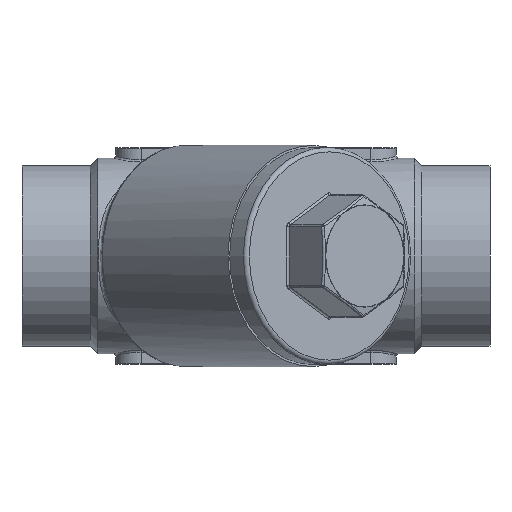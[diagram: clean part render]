
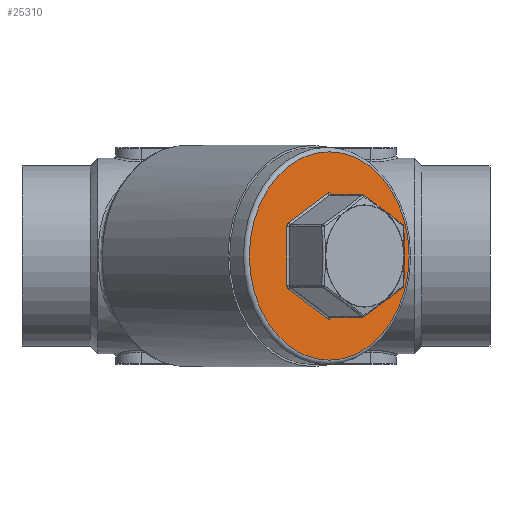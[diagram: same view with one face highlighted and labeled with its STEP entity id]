
A CAD part, front view. The second image highlights one B-rep face of the part: STEP entity #25310.
In plain terms, the highlighted planar face has unit normal (0.643, -0.766, 0).
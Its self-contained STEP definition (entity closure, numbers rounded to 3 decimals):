
#50 = CARTESIAN_POINT ( 'NONE',  ( 81.786, -38.694, 7.794 ) ) ;
#186 = VECTOR ( 'NONE', #7295, 1000. ) ;
#239 = DIRECTION ( 'NONE',  ( 0.766, 0.643, 0. ) ) ;
#566 = CARTESIAN_POINT ( 'NONE',  ( 72.593, -46.407, -14.722 ) ) ;
#1416 = DIRECTION ( 'NONE',  ( 0.766, 0.643, 0. ) ) ;
#1430 = VERTEX_POINT ( 'NONE', #7005 ) ;
#1466 = DIRECTION ( 'NONE',  ( 0.766, 0.643, 0. ) ) ;
#1948 = CARTESIAN_POINT ( 'NONE',  ( 81.403, -39.015, 6.928 ) ) ;
#2155 = CARTESIAN_POINT ( 'NONE',  ( 71.827, -47.05, 14.722 ) ) ;
#2212 = EDGE_CURVE ( 'NONE', #17239, #17324, #20498, .T. ) ;
#2612 = EDGE_CURVE ( 'NONE', #16869, #15422, #28007, .T. ) ;
#2927 = CIRCLE ( 'NONE', #10762, 1. ) ;
#3058 = CARTESIAN_POINT ( 'NONE',  ( 77.189, -42.551, -11.258 ) ) ;
#3343 = CIRCLE ( 'NONE', #18428, 24.5 ) ;
#3351 = DIRECTION ( 'NONE',  ( 0., 0., 1. ) ) ;
#3550 = DIRECTION ( 'NONE',  ( 0.766, 0.643, 0. ) ) ;
#3692 = EDGE_CURVE ( 'NONE', #10714, #19967, #23788, .T. ) ;
#4236 = LINE ( 'NONE', #10986, #6097 ) ;
#4425 = ORIENTED_EDGE ( 'NONE', *, *, #18218, .F. ) ;
#4497 = ORIENTED_EDGE ( 'NONE', *, *, #26300, .T. ) ;
#4786 = DIRECTION ( 'NONE',  ( 0.643, -0.766, 0. ) ) ;
#4874 = ORIENTED_EDGE ( 'NONE', *, *, #7709, .F. ) ;
#4912 = CIRCLE ( 'NONE', #17698, 1. ) ;
#4934 = CARTESIAN_POINT ( 'NONE',  ( 82.169, -38.372, -6.928 ) ) ;
#4955 = ORIENTED_EDGE ( 'NONE', *, *, #16764, .F. ) ;
#5416 = LINE ( 'NONE', #22843, #186 ) ;
#5692 = DIRECTION ( 'NONE',  ( 0.643, -0.766, 0. ) ) ;
#6097 = VECTOR ( 'NONE', #19664, 1000. ) ;
#6191 = VECTOR ( 'NONE', #11531, 1000. ) ;
#6301 = CARTESIAN_POINT ( 'NONE',  ( 62.251, -55.085, 6.928 ) ) ;
#7005 = CARTESIAN_POINT ( 'NONE',  ( 62.634, -54.764, 7.794 ) ) ;
#7116 = EDGE_LOOP ( 'NONE', ( #4874, #27954, #4425, #10023, #22879, #12342, #4955, #7251, #14700, #4497, #28139, #20714 ) ) ;
#7247 = VERTEX_POINT ( 'NONE', #26764 ) ;
#7251 = ORIENTED_EDGE ( 'NONE', *, *, #11745, .T. ) ;
#7287 = EDGE_LOOP ( 'NONE', ( #20819 ) ) ;
#7295 = DIRECTION ( 'NONE',  ( 0.663, 0.557, 0.5 ) ) ;
#7517 = DIRECTION ( 'NONE',  ( 0.643, -0.766, 0. ) ) ;
#7709 = EDGE_CURVE ( 'NONE', #10714, #17864, #21837, .T. ) ;
#7710 = DIRECTION ( 'NONE',  ( 0., 0., -1. ) ) ;
#8191 = FACE_OUTER_BOUND ( 'NONE', #7287, .T. ) ;
#8288 = CARTESIAN_POINT ( 'NONE',  ( 62.634, -54.764, -7.794 ) ) ;
#8483 = CARTESIAN_POINT ( 'NONE',  ( 72.21, -46.729, 0. ) ) ;
#8627 = DIRECTION ( 'NONE',  ( 0.643, -0.766, 0. ) ) ;
#8824 = DIRECTION ( 'NONE',  ( 0.766, 0.643, 0. ) ) ;
#9173 = VECTOR ( 'NONE', #24984, 1000. ) ;
#9570 = AXIS2_PLACEMENT_3D ( 'NONE', #1948, #4786, #8824 ) ;
#10023 = ORIENTED_EDGE ( 'NONE', *, *, #2212, .T. ) ;
#10035 = DIRECTION ( 'NONE',  ( 0.643, -0.766, 0. ) ) ;
#10353 = DIRECTION ( 'NONE',  ( 0.766, 0.643, 0. ) ) ;
#10714 = VERTEX_POINT ( 'NONE', #19728 ) ;
#10762 = AXIS2_PLACEMENT_3D ( 'NONE', #25199, #7517, #22497 ) ;
#10986 = CARTESIAN_POINT ( 'NONE',  ( 67.231, -50.907, -11.258 ) ) ;
#11246 = EDGE_CURVE ( 'NONE', #16869, #17864, #18462, .T. ) ;
#11531 = DIRECTION ( 'NONE',  ( -0.663, -0.557, -0.5 ) ) ;
#11745 = EDGE_CURVE ( 'NONE', #21942, #27821, #18536, .T. ) ;
#12342 = ORIENTED_EDGE ( 'NONE', *, *, #26789, .T. ) ;
#12455 = VERTEX_POINT ( 'NONE', #8288 ) ;
#13274 = DIRECTION ( 'NONE',  ( 0.766, 0.643, 0. ) ) ;
#13883 = EDGE_CURVE ( 'NONE', #1430, #27821, #4912, .T. ) ;
#14308 = CARTESIAN_POINT ( 'NONE',  ( 63.018, -54.442, -6.928 ) ) ;
#14313 = CIRCLE ( 'NONE', #22468, 1. ) ;
#14700 = ORIENTED_EDGE ( 'NONE', *, *, #13883, .F. ) ;
#15044 = DIRECTION ( 'NONE',  ( 0.643, -0.766, 0. ) ) ;
#15422 = VERTEX_POINT ( 'NONE', #2155 ) ;
#16311 = CARTESIAN_POINT ( 'NONE',  ( 77.189, -42.551, 11.258 ) ) ;
#16548 = CARTESIAN_POINT ( 'NONE',  ( 62.251, -55.085, -6.928 ) ) ;
#16764 = EDGE_CURVE ( 'NONE', #21942, #12455, #17059, .T. ) ;
#16869 = VERTEX_POINT ( 'NONE', #24242 ) ;
#17059 = CIRCLE ( 'NONE', #20692, 1. ) ;
#17239 = VERTEX_POINT ( 'NONE', #24140 ) ;
#17324 = VERTEX_POINT ( 'NONE', #566 ) ;
#17671 = CARTESIAN_POINT ( 'NONE',  ( 72.21, -46.729, 0. ) ) ;
#17681 = CARTESIAN_POINT ( 'NONE',  ( 72.21, -46.729, 13.856 ) ) ;
#17698 = AXIS2_PLACEMENT_3D ( 'NONE', #22677, #10035, #3550 ) ;
#17864 = VERTEX_POINT ( 'NONE', #50 ) ;
#18011 = CARTESIAN_POINT ( 'NONE',  ( 71.827, -47.05, -14.722 ) ) ;
#18218 = EDGE_CURVE ( 'NONE', #17239, #19967, #2927, .T. ) ;
#18428 = AXIS2_PLACEMENT_3D ( 'NONE', #17671, #26325, #239 ) ;
#18462 = LINE ( 'NONE', #16311, #9173 ) ;
#18536 = LINE ( 'NONE', #25335, #18767 ) ;
#18767 = VECTOR ( 'NONE', #3351, 1000. ) ;
#19176 = CARTESIAN_POINT ( 'NONE',  ( 72.21, -46.729, -13.856 ) ) ;
#19664 = DIRECTION ( 'NONE',  ( -0.663, -0.557, 0.5 ) ) ;
#19671 = DIRECTION ( 'NONE',  ( 0.643, -0.766, 0. ) ) ;
#19728 = CARTESIAN_POINT ( 'NONE',  ( 82.169, -38.372, 6.928 ) ) ;
#19967 = VERTEX_POINT ( 'NONE', #4934 ) ;
#20498 = LINE ( 'NONE', #3058, #6191 ) ;
#20692 = AXIS2_PLACEMENT_3D ( 'NONE', #14308, #5692, #1416 ) ;
#20714 = ORIENTED_EDGE ( 'NONE', *, *, #11246, .T. ) ;
#20819 = ORIENTED_EDGE ( 'NONE', *, *, #26754, .T. ) ;
#21063 = VERTEX_POINT ( 'NONE', #18011 ) ;
#21158 = PLANE ( 'NONE',  #25195 ) ;
#21428 = FACE_BOUND ( 'NONE', #7116, .T. ) ;
#21632 = CARTESIAN_POINT ( 'NONE',  ( 82.169, -38.372, 0. ) ) ;
#21837 = CIRCLE ( 'NONE', #9570, 1. ) ;
#21942 = VERTEX_POINT ( 'NONE', #16548 ) ;
#22468 = AXIS2_PLACEMENT_3D ( 'NONE', #19176, #15044, #1466 ) ;
#22497 = DIRECTION ( 'NONE',  ( 0.766, 0.643, 0. ) ) ;
#22677 = CARTESIAN_POINT ( 'NONE',  ( 63.018, -54.442, 6.928 ) ) ;
#22843 = CARTESIAN_POINT ( 'NONE',  ( 67.231, -50.907, 11.258 ) ) ;
#22879 = ORIENTED_EDGE ( 'NONE', *, *, #25368, .F. ) ;
#23788 = LINE ( 'NONE', #21632, #28116 ) ;
#23966 = AXIS2_PLACEMENT_3D ( 'NONE', #17681, #19671, #13274 ) ;
#24140 = CARTESIAN_POINT ( 'NONE',  ( 81.786, -38.694, -7.794 ) ) ;
#24242 = CARTESIAN_POINT ( 'NONE',  ( 72.593, -46.407, 14.722 ) ) ;
#24984 = DIRECTION ( 'NONE',  ( 0.663, 0.557, -0.5 ) ) ;
#25195 = AXIS2_PLACEMENT_3D ( 'NONE', #8483, #8627, #10353 ) ;
#25199 = CARTESIAN_POINT ( 'NONE',  ( 81.403, -39.015, -6.928 ) ) ;
#25310 = ADVANCED_FACE ( 'NONE', ( #21428, #8191 ), #21158, .T. ) ;
#25335 = CARTESIAN_POINT ( 'NONE',  ( 62.251, -55.085, 0. ) ) ;
#25368 = EDGE_CURVE ( 'NONE', #21063, #17324, #14313, .T. ) ;
#26300 = EDGE_CURVE ( 'NONE', #1430, #15422, #5416, .T. ) ;
#26325 = DIRECTION ( 'NONE',  ( 0.643, -0.766, 0. ) ) ;
#26754 = EDGE_CURVE ( 'NONE', #7247, #7247, #3343, .T. ) ;
#26764 = CARTESIAN_POINT ( 'NONE',  ( 90.978, -30.98, 0. ) ) ;
#26789 = EDGE_CURVE ( 'NONE', #21063, #12455, #4236, .T. ) ;
#27821 = VERTEX_POINT ( 'NONE', #6301 ) ;
#27954 = ORIENTED_EDGE ( 'NONE', *, *, #3692, .T. ) ;
#28007 = CIRCLE ( 'NONE', #23966, 1. ) ;
#28116 = VECTOR ( 'NONE', #7710, 1000. ) ;
#28139 = ORIENTED_EDGE ( 'NONE', *, *, #2612, .F. ) ;
